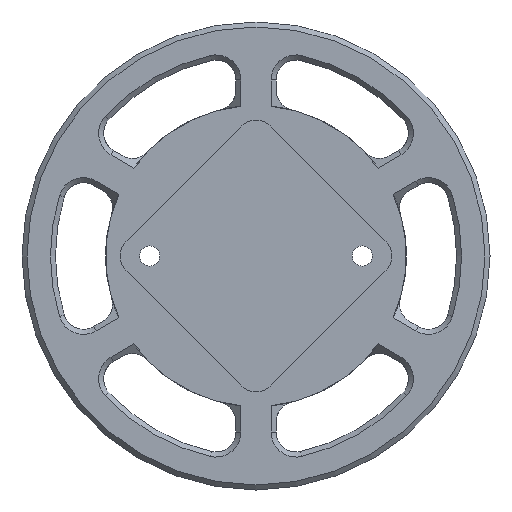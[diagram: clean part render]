
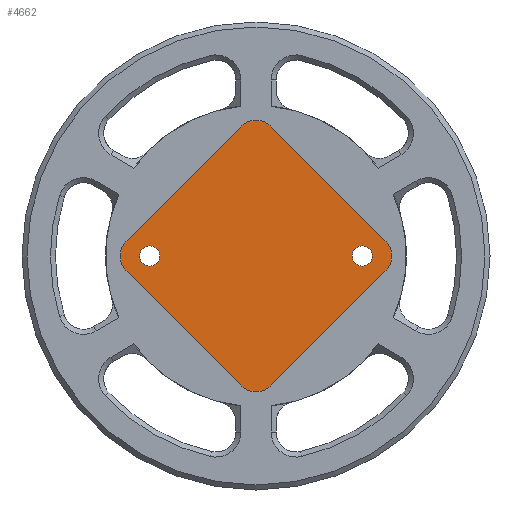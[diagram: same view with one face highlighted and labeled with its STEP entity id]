
A CAD part, front view. The second image highlights one B-rep face of the part: STEP entity #4662.
In plain terms, the highlighted planar face has unit normal (0, -1, 0).
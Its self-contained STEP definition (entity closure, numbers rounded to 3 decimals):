
#340=FACE_BOUND('',#877,.T.);
#341=FACE_BOUND('',#878,.T.);
#466=PLANE('',#5044);
#607=FACE_OUTER_BOUND('',#876,.T.);
#876=EDGE_LOOP('',(#3473,#3474,#3475,#3476,#3477,#3478,#3479,#3480));
#877=EDGE_LOOP('',(#3481));
#878=EDGE_LOOP('',(#3482));
#1184=LINE('',#7100,#1465);
#1189=LINE('',#7113,#1470);
#1193=LINE('',#7125,#1474);
#1197=LINE('',#7137,#1478);
#1465=VECTOR('',#5747,10.);
#1470=VECTOR('',#5760,10.);
#1474=VECTOR('',#5772,10.);
#1478=VECTOR('',#5784,10.);
#1638=CIRCLE('',#4873,1.5);
#1645=CIRCLE('',#4883,1.5);
#1698=CIRCLE('',#5031,3.);
#1700=CIRCLE('',#5035,3.);
#1702=CIRCLE('',#5039,3.);
#1704=CIRCLE('',#5043,3.);
#1828=VERTEX_POINT('',#6463);
#1837=VERTEX_POINT('',#6486);
#2000=VERTEX_POINT('',#7097);
#2001=VERTEX_POINT('',#7099);
#2003=VERTEX_POINT('',#7105);
#2005=VERTEX_POINT('',#7111);
#2007=VERTEX_POINT('',#7117);
#2009=VERTEX_POINT('',#7123);
#2011=VERTEX_POINT('',#7129);
#2013=VERTEX_POINT('',#7135);
#2310=EDGE_CURVE('',#1828,#1828,#1638,.T.);
#2321=EDGE_CURVE('',#1837,#1837,#1645,.T.);
#2549=EDGE_CURVE('',#2000,#2001,#1184,.T.);
#2553=EDGE_CURVE('',#2003,#2000,#1698,.T.);
#2556=EDGE_CURVE('',#2005,#2003,#1189,.T.);
#2559=EDGE_CURVE('',#2007,#2005,#1700,.T.);
#2562=EDGE_CURVE('',#2009,#2007,#1193,.T.);
#2565=EDGE_CURVE('',#2011,#2009,#1702,.T.);
#2568=EDGE_CURVE('',#2013,#2011,#1197,.T.);
#2570=EDGE_CURVE('',#2001,#2013,#1704,.T.);
#3473=ORIENTED_EDGE('',*,*,#2570,.F.);
#3474=ORIENTED_EDGE('',*,*,#2549,.F.);
#3475=ORIENTED_EDGE('',*,*,#2553,.F.);
#3476=ORIENTED_EDGE('',*,*,#2556,.F.);
#3477=ORIENTED_EDGE('',*,*,#2559,.F.);
#3478=ORIENTED_EDGE('',*,*,#2562,.F.);
#3479=ORIENTED_EDGE('',*,*,#2565,.F.);
#3480=ORIENTED_EDGE('',*,*,#2568,.F.);
#3481=ORIENTED_EDGE('',*,*,#2321,.F.);
#3482=ORIENTED_EDGE('',*,*,#2310,.F.);
#4662=ADVANCED_FACE('',(#607,#340,#341),#466,.T.);
#4873=AXIS2_PLACEMENT_3D('',#6465,#5327,#5328);
#4883=AXIS2_PLACEMENT_3D('',#6488,#5351,#5352);
#5031=AXIS2_PLACEMENT_3D('',#7107,#5754,#5755);
#5035=AXIS2_PLACEMENT_3D('',#7119,#5766,#5767);
#5039=AXIS2_PLACEMENT_3D('',#7131,#5778,#5779);
#5043=AXIS2_PLACEMENT_3D('',#7140,#5789,#5790);
#5044=AXIS2_PLACEMENT_3D('',#7141,#5791,#5792);
#5327=DIRECTION('center_axis',(0.,-1.,0.));
#5328=DIRECTION('ref_axis',(1.,0.,0.));
#5351=DIRECTION('center_axis',(0.,-1.,0.));
#5352=DIRECTION('ref_axis',(1.,0.,0.));
#5747=DIRECTION('',(-0.707,0.,0.707));
#5754=DIRECTION('center_axis',(0.,1.,0.));
#5755=DIRECTION('ref_axis',(-0.707,0.,-0.707));
#5760=DIRECTION('',(-0.707,0.,-0.707));
#5766=DIRECTION('center_axis',(0.,1.,0.));
#5767=DIRECTION('ref_axis',(0.707,0.,-0.707));
#5772=DIRECTION('',(0.707,0.,-0.707));
#5778=DIRECTION('center_axis',(0.,1.,0.));
#5779=DIRECTION('ref_axis',(0.707,0.,0.707));
#5784=DIRECTION('',(0.707,0.,0.707));
#5789=DIRECTION('center_axis',(0.,1.,0.));
#5790=DIRECTION('ref_axis',(-0.707,0.,0.707));
#5791=DIRECTION('center_axis',(0.,-1.,0.));
#5792=DIRECTION('ref_axis',(1.,0.,0.));
#6463=CARTESIAN_POINT('',(-17.41,8.,0.));
#6465=CARTESIAN_POINT('Origin',(-15.91,8.,0.));
#6486=CARTESIAN_POINT('',(14.41,8.,0.));
#6488=CARTESIAN_POINT('Origin',(15.91,8.,0.));
#7097=CARTESIAN_POINT('',(-2.121,8.,-19.445));
#7099=CARTESIAN_POINT('',(-19.445,8.,-2.121));
#7100=CARTESIAN_POINT('',(-2.121,8.,-19.445));
#7105=CARTESIAN_POINT('',(2.121,8.,-19.445));
#7107=CARTESIAN_POINT('Origin',(0.,8.,-17.324));
#7111=CARTESIAN_POINT('',(19.445,8.,-2.121));
#7113=CARTESIAN_POINT('',(19.445,8.,-2.121));
#7117=CARTESIAN_POINT('',(19.445,8.,2.121));
#7119=CARTESIAN_POINT('Origin',(17.324,8.,0.));
#7123=CARTESIAN_POINT('',(2.121,8.,19.445));
#7125=CARTESIAN_POINT('',(2.121,8.,19.445));
#7129=CARTESIAN_POINT('',(-2.121,8.,19.445));
#7131=CARTESIAN_POINT('Origin',(0.,8.,17.324));
#7135=CARTESIAN_POINT('',(-19.445,8.,2.121));
#7137=CARTESIAN_POINT('',(-19.445,8.,2.121));
#7140=CARTESIAN_POINT('Origin',(-17.324,8.,0.));
#7141=CARTESIAN_POINT('Origin',(0.,8.,0.));
